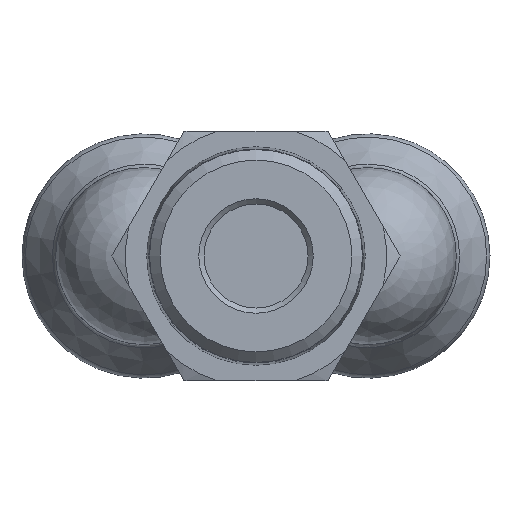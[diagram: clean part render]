
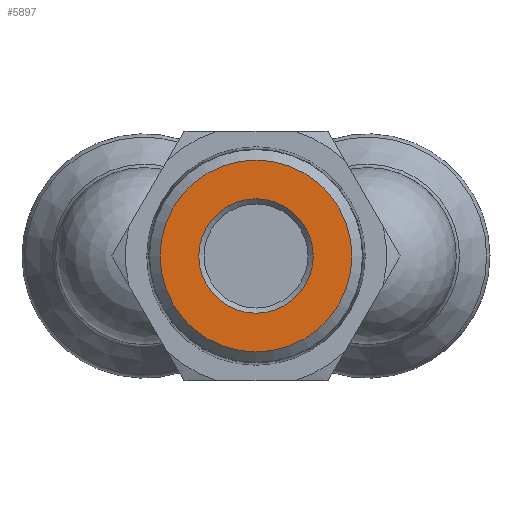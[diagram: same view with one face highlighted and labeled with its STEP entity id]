
A CAD part, front view. The second image highlights one B-rep face of the part: STEP entity #5897.
In plain terms, the highlighted face is planar.
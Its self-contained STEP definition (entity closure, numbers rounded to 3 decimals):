
#5866=CARTESIAN_POINT('',(-39.45,0.,-5.5));
#5867=VERTEX_POINT('',#5866);
#5868=CARTESIAN_POINT('',(-39.45,0.,0.0));
#5869=DIRECTION('',(-1.0,0.0,0.0));
#5870=DIRECTION('',(0.0,0.0,1.0));
#5871=AXIS2_PLACEMENT_3D('',#5868,#5869,#5870);
#5872=CIRCLE('',#5871,5.5);
#5873=EDGE_CURVE('',#5867,#5867,#5872,.T.);
#5878=CARTESIAN_POINT('',(-39.45,5.111,0.0));
#5879=DIRECTION('',(-1.0,0.0,0.0));
#5880=DIRECTION('',(0.0,0.0,1.0));
#5881=AXIS2_PLACEMENT_3D('',#5878,#5879,#5880);
#5882=PLANE('',#5881);
#5883=CARTESIAN_POINT('',(-39.45,9.222,0.));
#5884=VERTEX_POINT('',#5883);
#5885=CARTESIAN_POINT('',(-39.45,0.,0.0));
#5886=DIRECTION('',(1.0,0.0,0.0));
#5887=DIRECTION('',(0.0,-1.0,0.0));
#5888=AXIS2_PLACEMENT_3D('',#5885,#5886,#5887);
#5889=CIRCLE('',#5888,9.223);
#5890=EDGE_CURVE('',#5884,#5884,#5889,.T.);
#5891=ORIENTED_EDGE('',*,*,#5890,.F.);
#5892=EDGE_LOOP('',(#5891));
#5893=FACE_OUTER_BOUND('',#5892,.T.);
#5894=ORIENTED_EDGE('',*,*,#5873,.F.);
#5895=EDGE_LOOP('',(#5894));
#5896=FACE_BOUND('',#5895,.T.);
#5897=ADVANCED_FACE('',(#5893,#5896),#5882,.T.);
